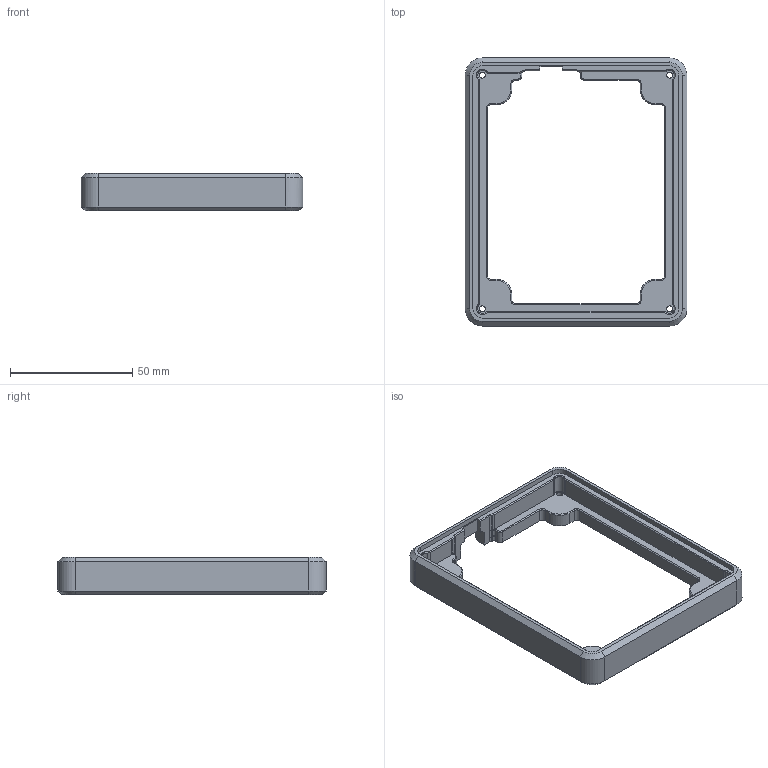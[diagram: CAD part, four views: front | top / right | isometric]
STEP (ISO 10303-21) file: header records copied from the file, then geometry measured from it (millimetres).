
FILE_DESCRIPTION(('HOOPS Exchange Step'),'2;1');
FILE_NAME('Body.stp','2026-01-31T00:19:54-15:00',('hayashi'),('Unknown organisation'),'HOOPS Exchange 2025.8','HOOPS Exchange','Unknown authorisation');
FILE_SCHEMA( ('AP203_CONFIGURATION_CONTROLLED_3D_DESIGN_OF_MECHANICAL_PARTS_AND_ASSEMBLIES_MIM_LF') );
Length unit declared in the file: millimetre
Products named in the file (1): root
Bounding box: 90.61 x 109.57 x 15.47 mm (x, y, z)
Volume: 36728.8 mm3; surface area: 17488.2 mm2
Topology: 1 solids, 1 shells, 185 faces, 476 edges, 297 vertices
Faces by surface type: plane 82, bspline 39, cylinder 38, cone 26
Full cylindrical faces by diameter (mm): 2.4 x4
Entity records: 12791 total; most frequent: CARTESIAN_POINT 8498, ORIENTED_EDGE 952, DIRECTION 781, EDGE_CURVE 476, VERTEX_POINT 297, VECTOR 263, LINE 263, AXIS2_PLACEMENT_3D 259
